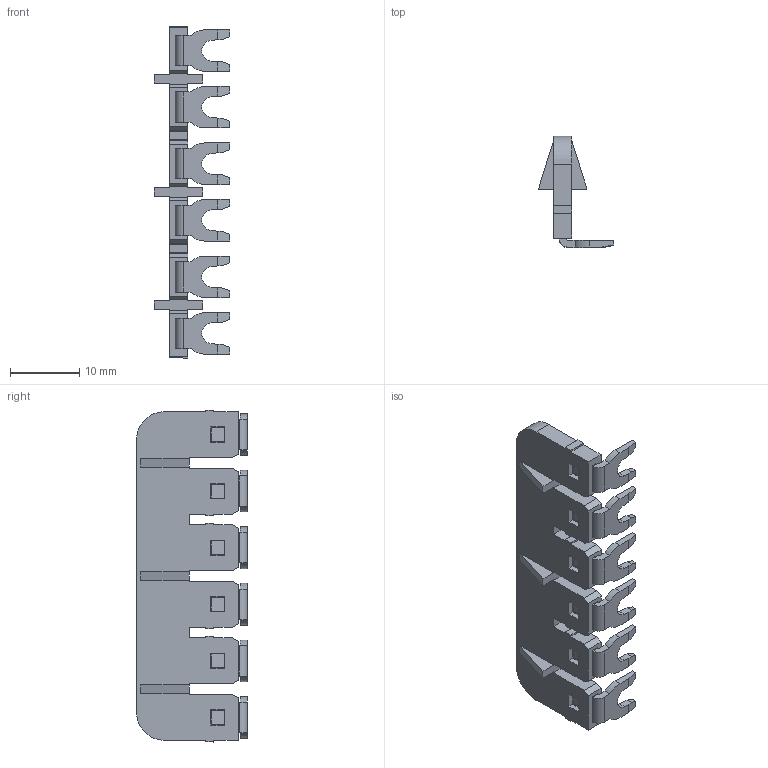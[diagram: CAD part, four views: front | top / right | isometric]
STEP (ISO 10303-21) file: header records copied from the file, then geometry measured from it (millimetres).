
FILE_DESCRIPTION (( 'STEP AP203' ), '1' );
FILE_NAME ('6''Lý - Yeni Ürün.STEP', '2019-03-13T13:27:35', ( '' ), ( '' ), 'SwSTEP 2.0', 'SolidWorks 2011', '' );
FILE_SCHEMA (( 'CONFIG_CONTROL_DESIGN' ));
Length unit declared in the file: millimetre
Products named in the file (1): 6''Lý - Yeni Ürün
Bounding box: 10.84 x 15.97 x 47.85 mm (x, y, z)
Volume: 1838.1 mm3; surface area: 2462.2 mm2
Topology: 1 solids, 1 shells, 320 faces, 864 edges, 564 vertices
Faces by surface type: plane 288, cylinder 32
Entity records: 9921 total; most frequent: CARTESIAN_POINT 1749, ORIENTED_EDGE 1728, DIRECTION 1570, EDGE_CURVE 864, LINE 800, VECTOR 800, VERTEX_POINT 564, AXIS2_PLACEMENT_3D 385
